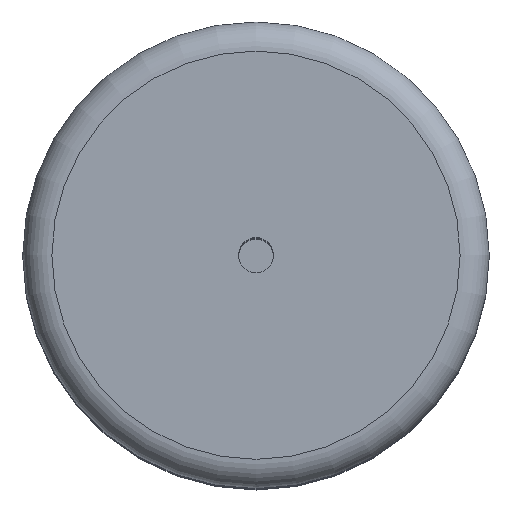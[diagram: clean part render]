
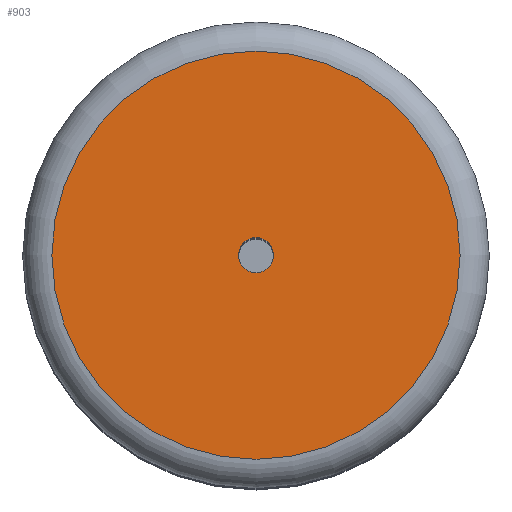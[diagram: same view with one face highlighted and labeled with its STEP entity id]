
A CAD part, top view. The second image highlights one B-rep face of the part: STEP entity #903.
In plain terms, the highlighted planar face has unit normal (0, 0, 1).
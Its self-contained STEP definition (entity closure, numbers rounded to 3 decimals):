
#96=FACE_BOUND('',#270,.T.);
#122=PLANE('',#1059);
#184=FACE_OUTER_BOUND('',#269,.T.);
#269=EDGE_LOOP('',(#761));
#270=EDGE_LOOP('',(#762));
#371=CIRCLE('',#1057,35.);
#373=CIRCLE('',#1060,3.);
#449=VERTEX_POINT('',#1656);
#450=VERTEX_POINT('',#1660);
#556=EDGE_CURVE('',#449,#449,#371,.T.);
#558=EDGE_CURVE('',#450,#450,#373,.T.);
#761=ORIENTED_EDGE('',*,*,#556,.T.);
#762=ORIENTED_EDGE('',*,*,#558,.F.);
#903=ADVANCED_FACE('',(#184,#96),#122,.T.);
#1057=AXIS2_PLACEMENT_3D('',#1657,#1362,#1363);
#1059=AXIS2_PLACEMENT_3D('',#1659,#1366,#1367);
#1060=AXIS2_PLACEMENT_3D('',#1661,#1368,#1369);
#1362=DIRECTION('center_axis',(0.,0.,1.));
#1363=DIRECTION('ref_axis',(1.,0.,0.));
#1366=DIRECTION('center_axis',(0.,0.,1.));
#1367=DIRECTION('ref_axis',(1.,0.,0.));
#1368=DIRECTION('center_axis',(0.,0.,1.));
#1369=DIRECTION('ref_axis',(1.,0.,0.));
#1656=CARTESIAN_POINT('',(-35.,0.,153.));
#1657=CARTESIAN_POINT('Origin',(0.,0.,153.));
#1659=CARTESIAN_POINT('Origin',(3.,0.,153.));
#1660=CARTESIAN_POINT('',(-3.,0.,153.));
#1661=CARTESIAN_POINT('Origin',(0.,0.,153.));
